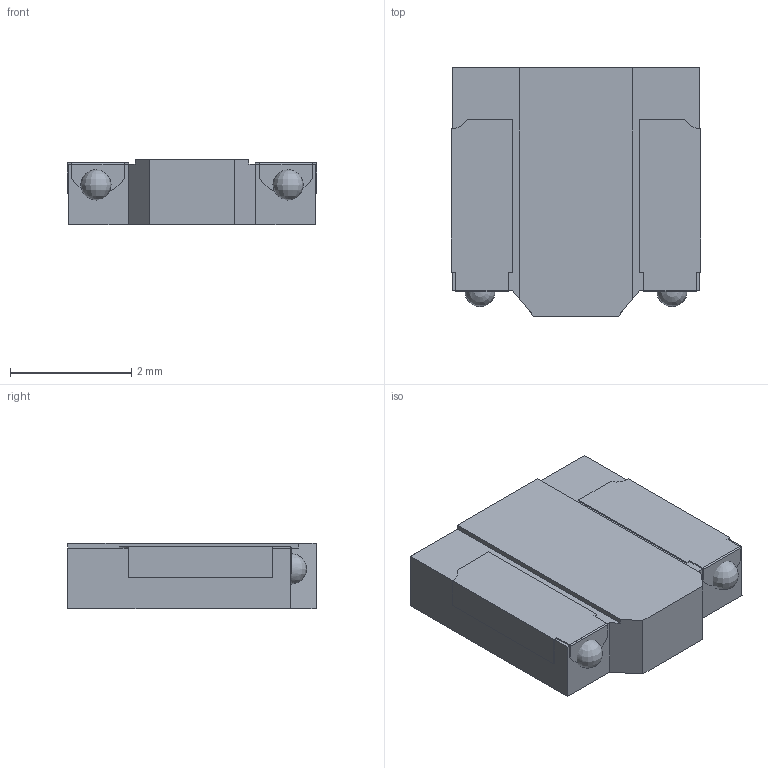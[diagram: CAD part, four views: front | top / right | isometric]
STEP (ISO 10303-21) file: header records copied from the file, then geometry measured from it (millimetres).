
FILE_DESCRIPTION( ('This file contains a STEP AP42 implementation' ,'as created by ZW3D STEP Interface translator.') ,'2;1' );
FILE_NAME( '零件004.stp' ,'18 816.101415', (''), ('ZWCAD Software Co.'), 'Version 1.0', 'ZW3D to STEP translator', '' );
FILE_SCHEMA( ('CONFIG_CONTROL_DESIGN') );
Length unit declared in the file: millimetre
Products named in the file (1): 0
Bounding box: 4.12 x 4.1 x 1.08 mm (x, y, z)
Surface area: 115.7 mm2
Topology: 6 solids, 6 shells, 62 faces, 162 edges, 108 vertices
Faces by surface type: bspline 62
Entity records: 1807 total; most frequent: CARTESIAN_POINT 815, ORIENTED_EDGE 316, EDGE_CURVE 158, B_SPLINE_CURVE_WITH_KNOTS 142, VERTEX_POINT 108, EDGE_LOOP 62, FACE_OUTER_BOUND 62, ADVANCED_FACE 62
